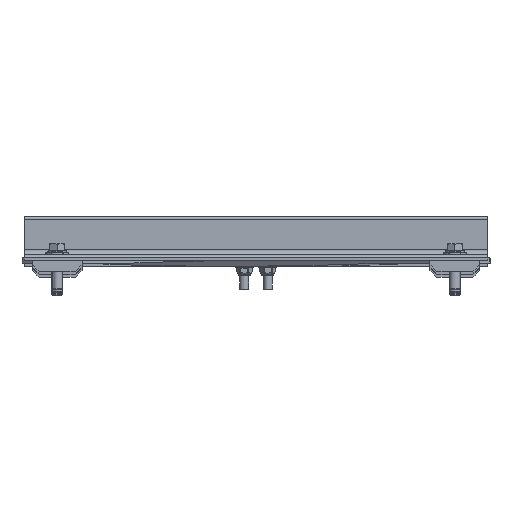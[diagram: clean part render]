
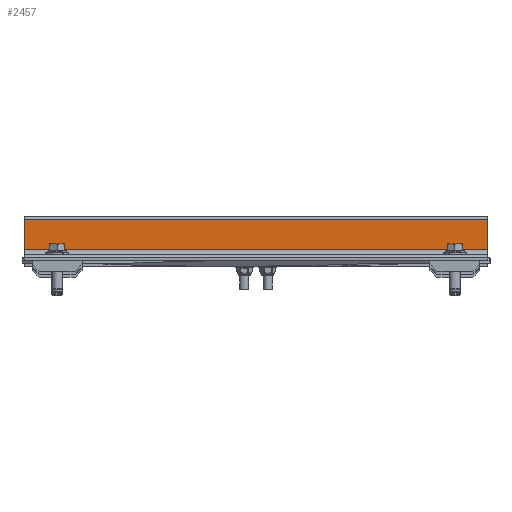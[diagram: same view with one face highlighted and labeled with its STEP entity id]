
A CAD part, top view. The second image highlights one B-rep face of the part: STEP entity #2457.
In plain terms, the highlighted face is planar.
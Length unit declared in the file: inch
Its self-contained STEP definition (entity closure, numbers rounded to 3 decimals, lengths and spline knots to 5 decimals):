
#285=PLANE('',#2980);
#404=FACE_OUTER_BOUND('',#562,.T.);
#562=EDGE_LOOP('',(#2108,#2109,#2110,#2111));
#722=LINE('',#4422,#885);
#728=LINE('',#4439,#891);
#729=LINE('',#4442,#892);
#730=LINE('',#4443,#893);
#885=VECTOR('',#3585,0.3937);
#891=VECTOR('',#3601,0.3937);
#892=VECTOR('',#3604,0.3937);
#893=VECTOR('',#3605,0.3937);
#1231=VERTEX_POINT('',#4419);
#1232=VERTEX_POINT('',#4421);
#1238=VERTEX_POINT('',#4437);
#1239=VERTEX_POINT('',#4441);
#1533=EDGE_CURVE('',#1232,#1231,#722,.T.);
#1542=EDGE_CURVE('',#1238,#1231,#728,.T.);
#1543=EDGE_CURVE('',#1238,#1239,#729,.T.);
#1544=EDGE_CURVE('',#1239,#1232,#730,.T.);
#2108=ORIENTED_EDGE('',*,*,#1543,.T.);
#2109=ORIENTED_EDGE('',*,*,#1544,.T.);
#2110=ORIENTED_EDGE('',*,*,#1533,.T.);
#2111=ORIENTED_EDGE('',*,*,#1542,.F.);
#2457=ADVANCED_FACE('',(#404),#285,.T.);
#2980=AXIS2_PLACEMENT_3D('',#4440,#3602,#3603);
#3585=DIRECTION('',(0.,1.,0.));
#3601=DIRECTION('',(-1.,0.,0.));
#3602=DIRECTION('center_axis',(0.,0.,-1.));
#3603=DIRECTION('ref_axis',(-1.,0.,0.));
#3604=DIRECTION('',(0.,-1.,0.));
#3605=DIRECTION('',(-1.,0.,0.));
#4419=CARTESIAN_POINT('',(-10.5,1.875,-0.25));
#4421=CARTESIAN_POINT('',(-10.5,0.5,-0.25));
#4422=CARTESIAN_POINT('',(-10.5,1.875,-0.25));
#4437=CARTESIAN_POINT('',(10.5,1.875,-0.25));
#4439=CARTESIAN_POINT('',(0.,1.875,-0.25));
#4440=CARTESIAN_POINT('Origin',(0.,1.875,-0.25));
#4441=CARTESIAN_POINT('',(10.5,0.5,-0.25));
#4442=CARTESIAN_POINT('',(10.5,1.875,-0.25));
#4443=CARTESIAN_POINT('',(0.,0.5,-0.25));
